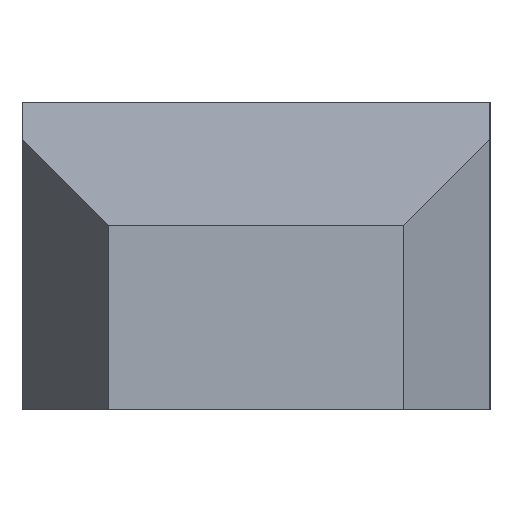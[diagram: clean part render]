
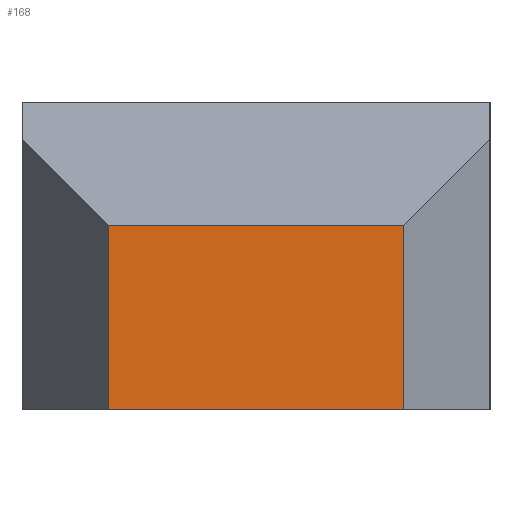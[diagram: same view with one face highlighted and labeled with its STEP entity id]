
A CAD part, left-side view. The second image highlights one B-rep face of the part: STEP entity #168.
In plain terms, the highlighted planar face has unit normal (-1, 0, 0).
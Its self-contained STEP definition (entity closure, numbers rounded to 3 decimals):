
#2 = CARTESIAN_POINT ( 'NONE',  ( -80., -12., 0. ) ) ;
#7 = ORIENTED_EDGE ( 'NONE', *, *, #472, .F. ) ;
#12 = LINE ( 'NONE', #2, #372 ) ;
#13 = CARTESIAN_POINT ( 'NONE',  ( -80., 12., 0. ) ) ;
#39 = CARTESIAN_POINT ( 'NONE',  ( -80., -12., 25. ) ) ;
#43 = PLANE ( 'NONE',  #416 ) ;
#46 = DIRECTION ( 'NONE',  ( 0., 0., -1. ) ) ;
#59 = EDGE_CURVE ( 'NONE', #299, #294, #461, .T. ) ;
#65 = VERTEX_POINT ( 'NONE', #331 ) ;
#98 = FACE_OUTER_BOUND ( 'NONE', #469, .T. ) ;
#135 = CARTESIAN_POINT ( 'NONE',  ( -80., 12., 25. ) ) ;
#157 = DIRECTION ( 'NONE',  ( 0., 1., 0. ) ) ;
#168 = ADVANCED_FACE ( 'NONE', ( #98 ), #43, .T. ) ;
#178 = CARTESIAN_POINT ( 'NONE',  ( -80., -20., 15. ) ) ;
#191 = LINE ( 'NONE', #499, #317 ) ;
#221 = ORIENTED_EDGE ( 'NONE', *, *, #59, .T. ) ;
#238 = VECTOR ( 'NONE', #46, 1000. ) ;
#289 = DIRECTION ( 'NONE',  ( -1., 0., 0. ) ) ;
#294 = VERTEX_POINT ( 'NONE', #13 ) ;
#299 = VERTEX_POINT ( 'NONE', #376 ) ;
#317 = VECTOR ( 'NONE', #366, 1000. ) ;
#331 = CARTESIAN_POINT ( 'NONE',  ( -80., -12., 0. ) ) ;
#332 = ORIENTED_EDGE ( 'NONE', *, *, #359, .T. ) ;
#351 = LINE ( 'NONE', #178, #506 ) ;
#355 = ORIENTED_EDGE ( 'NONE', *, *, #566, .F. ) ;
#359 = EDGE_CURVE ( 'NONE', #592, #299, #351, .T. ) ;
#362 = DIRECTION ( 'NONE',  ( 0., 0., 1. ) ) ;
#366 = DIRECTION ( 'NONE',  ( 0., 0., -1. ) ) ;
#372 = VECTOR ( 'NONE', #157, 1000. ) ;
#376 = CARTESIAN_POINT ( 'NONE',  ( -80., 12., 15. ) ) ;
#400 = DIRECTION ( 'NONE',  ( 0., 1., 0. ) ) ;
#416 = AXIS2_PLACEMENT_3D ( 'NONE', #39, #289, #362 ) ;
#461 = LINE ( 'NONE', #135, #238 ) ;
#467 = CARTESIAN_POINT ( 'NONE',  ( -80., -12., 15. ) ) ;
#469 = EDGE_LOOP ( 'NONE', ( #7, #332, #221, #355 ) ) ;
#472 = EDGE_CURVE ( 'NONE', #592, #65, #191, .T. ) ;
#499 = CARTESIAN_POINT ( 'NONE',  ( -80., -12., 25. ) ) ;
#506 = VECTOR ( 'NONE', #400, 1000. ) ;
#566 = EDGE_CURVE ( 'NONE', #65, #294, #12, .T. ) ;
#592 = VERTEX_POINT ( 'NONE', #467 ) ;
